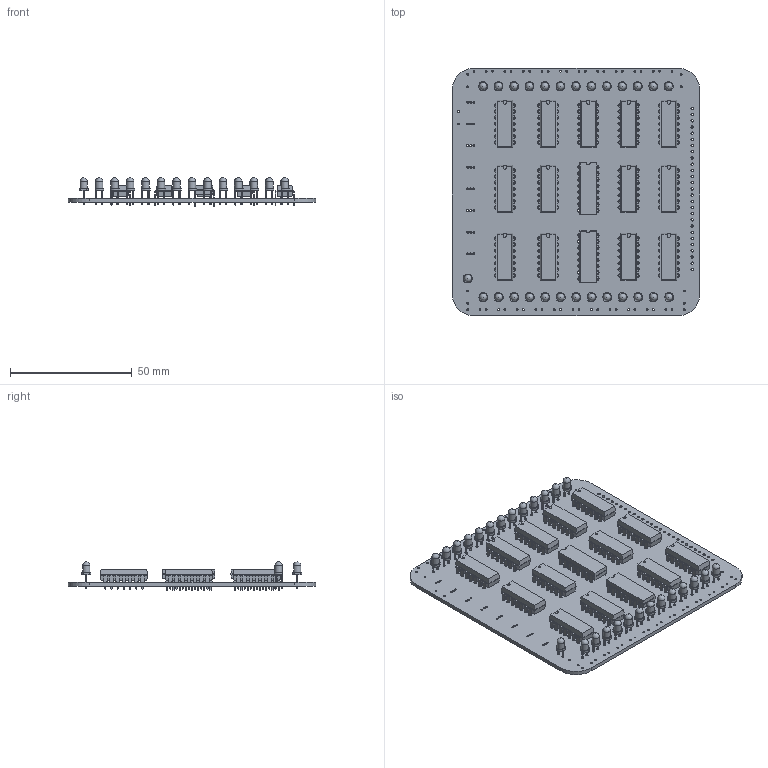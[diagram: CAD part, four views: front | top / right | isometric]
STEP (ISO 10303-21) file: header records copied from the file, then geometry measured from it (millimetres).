
FILE_DESCRIPTION(('KiCad electronic assembly'),'2;1');
FILE_NAME('ShiftRegisterPrototypeV2.step','2025-06-16T17:28:35',( 'Pcbnew'),('Kicad'),'Open CASCADE STEP processor 7.6', 'KiCad to STEP converter','Unknown');
FILE_SCHEMA(('AUTOMOTIVE_DESIGN { 1 0 10303 214 1 1 1 1 }'));
Length unit declared in the file: millimetre
Products named in the file (12): ShiftRegisterPrototypeV2 1; CD4013BE; COMPOUND; LED_D3.0mm_red; SOLID; LED_D3.0mm_green; SN74HCT257N; LED_D3.0mm_white; ShiftRegisterPrototypeV2 PCB
Assembly tree (48 placements, depth 3):
  ShiftRegisterPrototypeV2 1
    CD4013BE  x13
      COMPOUND
    LED_D3.0mm_red  x13
      SOLID
    LED_D3.0mm_green  x13
      SOLID
    SN74HCT257N  x2
      COMPOUND
    LED_D3.0mm_white
      SOLID
    ShiftRegisterPrototypeV2 PCB
Bounding box: 101.6 x 101.6 x 11.6 mm (x, y, z)
Volume: 25449.2 mm3; surface area: 34950 mm2
Topology: 257 solids, 257 shells, 4828 faces, 12652 edges, 8365 vertices
Faces by surface type: plane 3544, cylinder 1257, sphere 27
Full cylindrical faces by diameter (mm): 0.7 x56, 0.75 x24, 0.77 x182, 0.78 x32, 0.9 x54, 1 x27, 3 x27
Entity records: 67014 total; most frequent: CARTESIAN_POINT 11408, DIRECTION 10614, LINE 5848, VECTOR 5848, ORIENTED_EDGE 5186, PCURVE 5186, DEFINITIONAL_REPRESENTATION 5186, EDGE_CURVE 2593
